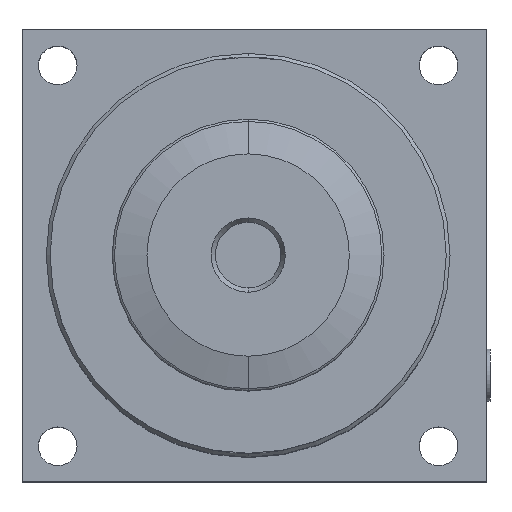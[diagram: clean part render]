
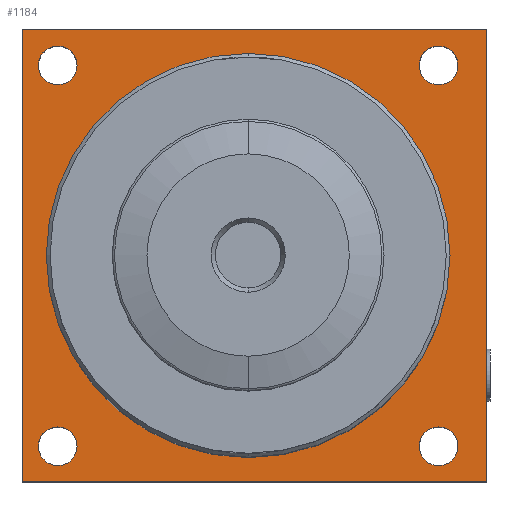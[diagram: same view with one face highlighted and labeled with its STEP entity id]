
A CAD part, top view. The second image highlights one B-rep face of the part: STEP entity #1184.
In plain terms, the highlighted planar face has unit normal (0, 0, 1).
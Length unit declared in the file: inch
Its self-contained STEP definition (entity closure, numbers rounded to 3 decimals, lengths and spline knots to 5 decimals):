
#214=DIRECTION('',(0.,1.,0.));
#215=VECTOR('',#214,4.75);
#216=CARTESIAN_POINT('',(2.5,-2.375,1.063));
#217=LINE('',#216,#215);
#264=DIRECTION('',(1.,0.,0.));
#265=VECTOR('',#264,4.875);
#266=CARTESIAN_POINT('',(-2.375,-2.375,1.063));
#267=LINE('',#266,#265);
#284=DIRECTION('',(1.,0.,0.));
#285=VECTOR('',#284,4.875);
#286=CARTESIAN_POINT('',(-2.375,2.375,1.063));
#287=LINE('',#286,#285);
#292=DIRECTION('',(0.,1.,0.));
#293=VECTOR('',#292,4.75);
#294=CARTESIAN_POINT('',(-2.375,-2.375,1.063));
#295=LINE('',#294,#293);
#296=CARTESIAN_POINT('',(0.,0.,1.063));
#297=DIRECTION('',(0.,0.,1.));
#298=DIRECTION('',(1.,0.,0.));
#299=AXIS2_PLACEMENT_3D('',#296,#297,#298);
#301=CARTESIAN_POINT('',(0.,0.,1.063));
#302=DIRECTION('',(0.,0.,1.));
#303=DIRECTION('',(-1.,0.,0.));
#304=AXIS2_PLACEMENT_3D('',#301,#302,#303);
#306=CARTESIAN_POINT('',(-2.,2.,1.063));
#307=DIRECTION('',(0.,0.,1.));
#308=DIRECTION('',(0.,1.,0.));
#309=AXIS2_PLACEMENT_3D('',#306,#307,#308);
#311=CARTESIAN_POINT('',(-2.,2.,1.063));
#312=DIRECTION('',(0.,0.,1.));
#313=DIRECTION('',(0.,-1.,0.));
#314=AXIS2_PLACEMENT_3D('',#311,#312,#313);
#316=CARTESIAN_POINT('',(-2.,-2.,1.063));
#317=DIRECTION('',(0.,0.,1.));
#318=DIRECTION('',(0.,1.,0.));
#319=AXIS2_PLACEMENT_3D('',#316,#317,#318);
#321=CARTESIAN_POINT('',(-2.,-2.,1.063));
#322=DIRECTION('',(0.,0.,1.));
#323=DIRECTION('',(0.,-1.,0.));
#324=AXIS2_PLACEMENT_3D('',#321,#322,#323);
#326=CARTESIAN_POINT('',(2.,-2.,1.063));
#327=DIRECTION('',(0.,0.,1.));
#328=DIRECTION('',(0.,1.,0.));
#329=AXIS2_PLACEMENT_3D('',#326,#327,#328);
#331=CARTESIAN_POINT('',(2.,-2.,1.063));
#332=DIRECTION('',(0.,0.,1.));
#333=DIRECTION('',(0.,-1.,0.));
#334=AXIS2_PLACEMENT_3D('',#331,#332,#333);
#336=CARTESIAN_POINT('',(2.,2.,1.063));
#337=DIRECTION('',(0.,0.,1.));
#338=DIRECTION('',(0.,1.,0.));
#339=AXIS2_PLACEMENT_3D('',#336,#337,#338);
#341=CARTESIAN_POINT('',(2.,2.,1.063));
#342=DIRECTION('',(0.,0.,1.));
#343=DIRECTION('',(0.,-1.,0.));
#344=AXIS2_PLACEMENT_3D('',#341,#342,#343);
#778=CARTESIAN_POINT('',(-2.375,-2.375,1.063));
#779=VERTEX_POINT('',#778);
#780=CARTESIAN_POINT('',(2.5,-2.375,1.063));
#781=VERTEX_POINT('',#780);
#786=CARTESIAN_POINT('',(-2.375,2.375,1.063));
#787=VERTEX_POINT('',#786);
#788=CARTESIAN_POINT('',(2.5,2.375,1.063));
#789=VERTEX_POINT('',#788);
#790=CARTESIAN_POINT('',(2.12,0.,1.063));
#791=CARTESIAN_POINT('',(-2.12,0.,1.063));
#792=VERTEX_POINT('',#790);
#793=VERTEX_POINT('',#791);
#850=CARTESIAN_POINT('',(-2.,2.203,1.063));
#851=CARTESIAN_POINT('',(-2.,1.797,1.063));
#852=VERTEX_POINT('',#850);
#853=VERTEX_POINT('',#851);
#854=CARTESIAN_POINT('',(-2.,-1.797,1.063));
#855=CARTESIAN_POINT('',(-2.,-2.203,1.063));
#856=VERTEX_POINT('',#854);
#857=VERTEX_POINT('',#855);
#858=CARTESIAN_POINT('',(2.,-1.797,1.063));
#859=CARTESIAN_POINT('',(2.,-2.203,1.063));
#860=VERTEX_POINT('',#858);
#861=VERTEX_POINT('',#859);
#862=CARTESIAN_POINT('',(2.,2.203,1.063));
#863=CARTESIAN_POINT('',(2.,1.797,1.063));
#864=VERTEX_POINT('',#862);
#865=VERTEX_POINT('',#863);
#1144=CARTESIAN_POINT('',(-2.375,-2.375,1.063));
#1145=DIRECTION('',(0.,0.,1.));
#1146=DIRECTION('',(1.,0.,0.));
#1147=AXIS2_PLACEMENT_3D('',#1144,#1145,#1146);
#1148=PLANE('',#1147);
#1149=ORIENTED_EDGE('',*,*,#1111,.F.);
#1150=ORIENTED_EDGE('',*,*,#1126,.T.);
#1151=ORIENTED_EDGE('',*,*,#1138,.T.);
#1152=ORIENTED_EDGE('',*,*,#1007,.F.);
#1153=EDGE_LOOP('',(#1149,#1150,#1151,#1152));
#1154=FACE_OUTER_BOUND('',#1153,.F.);
#1156=ORIENTED_EDGE('',*,*,#1155,.T.);
#1158=ORIENTED_EDGE('',*,*,#1157,.T.);
#1159=EDGE_LOOP('',(#1156,#1158));
#1160=FACE_BOUND('',#1159,.F.);
#1162=ORIENTED_EDGE('',*,*,#1161,.T.);
#1164=ORIENTED_EDGE('',*,*,#1163,.T.);
#1165=EDGE_LOOP('',(#1162,#1164));
#1166=FACE_BOUND('',#1165,.F.);
#1168=ORIENTED_EDGE('',*,*,#1167,.T.);
#1169=ORIENTED_EDGE('',*,*,#903,.T.);
#1170=EDGE_LOOP('',(#1168,#1169));
#1171=FACE_BOUND('',#1170,.F.);
#1173=ORIENTED_EDGE('',*,*,#1172,.T.);
#1175=ORIENTED_EDGE('',*,*,#1174,.T.);
#1176=EDGE_LOOP('',(#1173,#1175));
#1177=FACE_BOUND('',#1176,.F.);
#1179=ORIENTED_EDGE('',*,*,#1178,.T.);
#1181=ORIENTED_EDGE('',*,*,#1180,.T.);
#1182=EDGE_LOOP('',(#1179,#1181));
#1183=FACE_BOUND('',#1182,.F.);
#1184=ADVANCED_FACE('',(#1154,#1160,#1166,#1171,#1177,#1183),#1148,.T.);
#300=CIRCLE('',#299,2.12);
#305=CIRCLE('',#304,2.12);
#310=CIRCLE('',#309,0.203);
#315=CIRCLE('',#314,0.203);
#320=CIRCLE('',#319,0.203);
#325=CIRCLE('',#324,0.203);
#330=CIRCLE('',#329,0.203);
#335=CIRCLE('',#334,0.203);
#340=CIRCLE('',#339,0.203);
#345=CIRCLE('',#344,0.203);
#903=EDGE_CURVE('',#857,#856,#325,.T.);
#1007=EDGE_CURVE('',#781,#789,#217,.T.);
#1111=EDGE_CURVE('',#779,#781,#267,.T.);
#1126=EDGE_CURVE('',#779,#787,#295,.T.);
#1138=EDGE_CURVE('',#787,#789,#287,.T.);
#1155=EDGE_CURVE('',#792,#793,#300,.T.);
#1157=EDGE_CURVE('',#793,#792,#305,.T.);
#1161=EDGE_CURVE('',#852,#853,#310,.T.);
#1163=EDGE_CURVE('',#853,#852,#315,.T.);
#1167=EDGE_CURVE('',#856,#857,#320,.T.);
#1172=EDGE_CURVE('',#860,#861,#330,.T.);
#1174=EDGE_CURVE('',#861,#860,#335,.T.);
#1178=EDGE_CURVE('',#864,#865,#340,.T.);
#1180=EDGE_CURVE('',#865,#864,#345,.T.);
